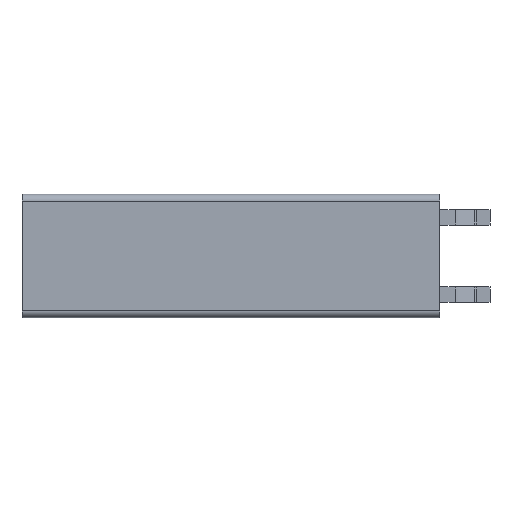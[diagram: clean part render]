
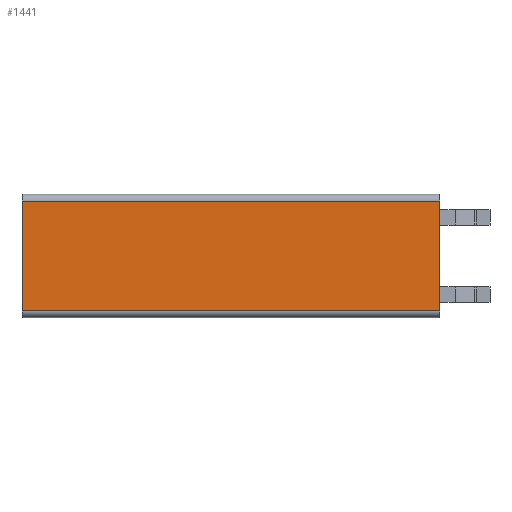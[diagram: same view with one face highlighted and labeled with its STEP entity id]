
A CAD part, top view. The second image highlights one B-rep face of the part: STEP entity #1441.
In plain terms, the highlighted planar face has unit normal (0, 0, 1).
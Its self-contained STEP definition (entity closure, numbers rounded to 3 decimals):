
#1220 = VERTEX_POINT('',#1221);
#1221 = CARTESIAN_POINT('',(-27.,-7.1,2.));
#1228 = EDGE_CURVE('',#1220,#1229,#1231,.T.);
#1229 = VERTEX_POINT('',#1230);
#1230 = CARTESIAN_POINT('',(-27.,7.1,2.));
#1231 = LINE('',#1232,#1233);
#1232 = CARTESIAN_POINT('',(-27.,-8.,2.));
#1233 = VECTOR('',#1234,1.);
#1234 = DIRECTION('',(0.,1.,0.));
#1302 = EDGE_CURVE('',#1229,#1303,#1305,.T.);
#1303 = VERTEX_POINT('',#1304);
#1304 = CARTESIAN_POINT('',(27.,7.1,2.));
#1305 = LINE('',#1306,#1307);
#1306 = CARTESIAN_POINT('',(-27.,7.1,2.));
#1307 = VECTOR('',#1308,1.);
#1308 = DIRECTION('',(1.,0.,0.));
#1328 = EDGE_CURVE('',#1303,#1329,#1331,.T.);
#1329 = VERTEX_POINT('',#1330);
#1330 = CARTESIAN_POINT('',(27.,-7.1,2.));
#1331 = LINE('',#1332,#1333);
#1332 = CARTESIAN_POINT('',(27.,8.,2.));
#1333 = VECTOR('',#1334,1.);
#1334 = DIRECTION('',(0.,-1.,0.));
#1417 = EDGE_CURVE('',#1329,#1220,#1418,.T.);
#1418 = LINE('',#1419,#1420);
#1419 = CARTESIAN_POINT('',(27.,-7.1,2.));
#1420 = VECTOR('',#1421,1.);
#1421 = DIRECTION('',(-1.,0.,0.));
#1441 = ADVANCED_FACE('',(#1442),#1448,.T.);
#1442 = FACE_BOUND('',#1443,.T.);
#1443 = EDGE_LOOP('',(#1444,#1445,#1446,#1447));
#1444 = ORIENTED_EDGE('',*,*,#1328,.F.);
#1445 = ORIENTED_EDGE('',*,*,#1302,.F.);
#1446 = ORIENTED_EDGE('',*,*,#1228,.F.);
#1447 = ORIENTED_EDGE('',*,*,#1417,.F.);
#1448 = PLANE('',#1449);
#1449 = AXIS2_PLACEMENT_3D('',#1450,#1451,#1452);
#1450 = CARTESIAN_POINT('',(0.,0.,2.));
#1451 = DIRECTION('',(0.,0.,1.));
#1452 = DIRECTION('',(1.,0.,0.));
